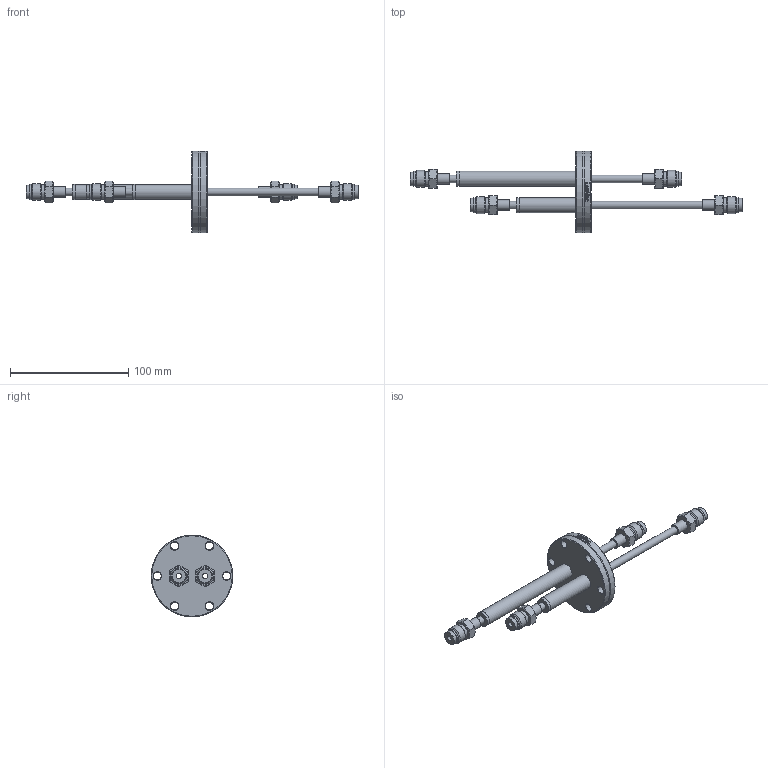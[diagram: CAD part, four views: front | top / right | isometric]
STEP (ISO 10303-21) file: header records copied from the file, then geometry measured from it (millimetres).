
FILE_DESCRIPTION(/* description */ (''),/* implementation_level */ '2;1');
FILE_NAME(/* name */ 'FL-LNF2V-40CF.stp',/* time_stamp */ '2019-05-31T10:49:51+01:00',/* author */ ('Paul'),/* organization */ (''),/* preprocessor_version */ 'ST-DEVELOPER v18',/* originating_system */ 'Autodesk Inventor 2020',/* authorisation */ '');
FILE_SCHEMA (('AUTOMOTIVE_DESIGN { 1 0 10303 214 3 1 1 }'));
Products named in the file (11): FL-LNF2V-40CF; FL-LNF2-40CF; FL-40CF; long tube assy for CF; big tube long; short tube assy for CF; washer; big tube short; small tube; RM-SS-4-VCR-3; RM-SS-4-VCR-4
Assembly tree (18 placements, depth 4):
  FL-LNF2V-40CF
    FL-LNF2-40CF
      FL-40CF
      long tube assy for CF
        washer
        big tube long
        small tube
      short tube assy for CF
        washer
        big tube short
        small tube
    RM-SS-4-VCR-3  x4
    RM-SS-4-VCR-4  x4
Bounding box: 280.92 x 69.1 x 69.1 mm (x, y, z)
Volume: 65321.2 mm3; surface area: 51858.3 mm2
Topology: 15 solids, 15 shells, 298 faces, 730 edges, 487 vertices
Faces by surface type: plane 116, cone 73, cylinder 67, bspline 41, torus 1
Full cylindrical faces by diameter (mm): 4.572 x4, 4.76 x2, 6.35 x8, 6.7 x6, 8.89 x4, 9.144 x4, 10.9 x3, 10.922 x1, 11.43 x4, 12.192 x4, 12.7 x10, 14.287 x4, 48.26 x1, 69.1 x2
Entity records: 7473 total; most frequent: CARTESIAN_POINT 2760, ORIENTED_EDGE 920, DIRECTION 861, EDGE_CURVE 460, AXIS2_PLACEMENT_3D 349, VERTEX_POINT 306, EDGE_LOOP 220, FACE_OUTER_BOUND 180
